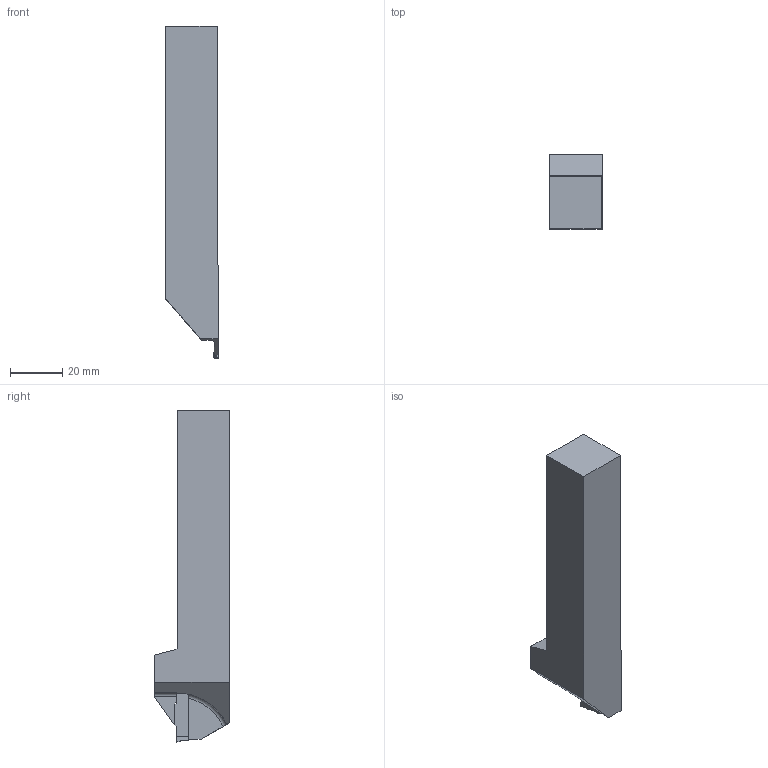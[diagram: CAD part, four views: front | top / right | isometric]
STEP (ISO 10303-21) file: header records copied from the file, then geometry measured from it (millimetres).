
FILE_DESCRIPTION(('3-D model version:1'),'2;1');
FILE_NAME('assembly','2022-11-18T16:19:09',(''),('AB Sandvik Coromant'), 'Open CASCADE STEP processor 7.4','CoroPlus Tool Library','');
FILE_SCHEMA(('AUTOMOTIVE_DESIGN { 1 0 10303 214 1 1 1 1 }'));
Length unit declared in the file: millimetre
Products named in the file (4): NOCUT; assembly_5856790; N123E2-0185-0001-GF-1105_CUT_20190521_153851_1; ASSEMBLY_CONSTRUCTION
Assembly tree (3 placements, depth 2):
  assembly_5856790
    NOCUT
    N123E2-0185-0001-GF-1105_CUT_20190521_153851_1
    ASSEMBLY_CONSTRUCTION
Bounding box: 20.52 x 28.4 x 126.65 mm (x, y, z)
Volume: 46639.8 mm3; surface area: 10925.3 mm2
Topology: 2 solids, 2 shells, 68 faces, 190 edges, 127 vertices
Faces by surface type: plane 48, cylinder 15, bspline 4, torus 1
Entity records: 2502 total; most frequent: CARTESIAN_POINT 636, ORIENTED_EDGE 378, DIRECTION 358, EDGE_CURVE 189, LINE 142, VECTOR 142, VERTEX_POINT 125, AXIS2_PLACEMENT_3D 108
